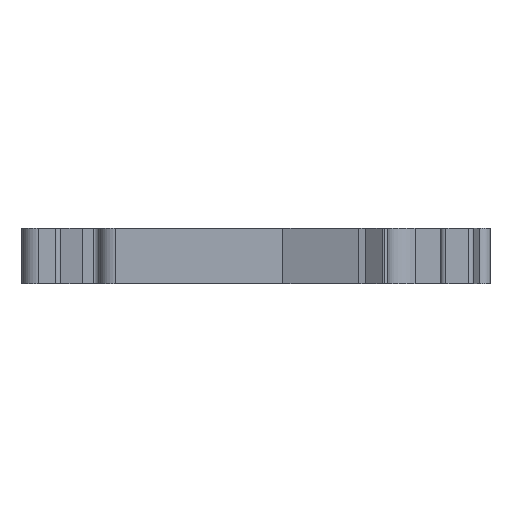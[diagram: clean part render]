
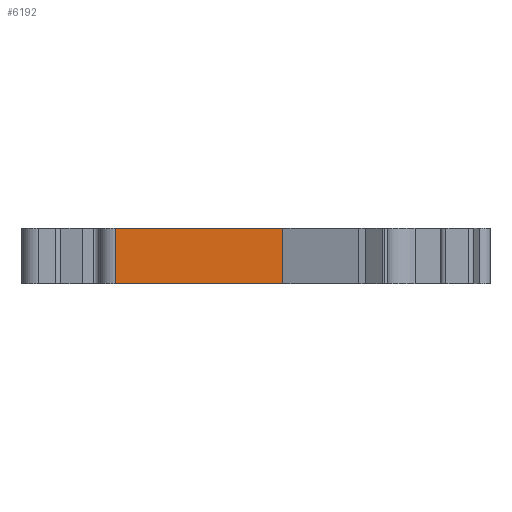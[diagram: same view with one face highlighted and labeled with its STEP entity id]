
A CAD part, front view. The second image highlights one B-rep face of the part: STEP entity #6192.
In plain terms, the highlighted planar face has unit normal (0, -1, 0).
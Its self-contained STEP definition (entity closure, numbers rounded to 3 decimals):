
#283=DIRECTION('',(-1.,0.,0.));
#284=VECTOR('',#283,15.196);
#285=CARTESIAN_POINT('',(2.196,1.1,0.));
#286=LINE('',#285,#284);
#1506=DIRECTION('',(1.,0.,0.));
#1507=VECTOR('',#1506,15.196);
#1508=CARTESIAN_POINT('',(-13.,1.1,-5.));
#1509=LINE('',#1508,#1507);
#2532=DIRECTION('',(0.,0.,-1.));
#2533=VECTOR('',#2532,5.);
#2534=CARTESIAN_POINT('',(-13.,1.1,0.));
#2535=LINE('',#2534,#2533);
#2546=DIRECTION('',(0.,0.,1.));
#2547=VECTOR('',#2546,5.);
#2548=CARTESIAN_POINT('',(2.196,1.1,-5.));
#2549=LINE('',#2548,#2547);
#3252=CARTESIAN_POINT('',(2.196,1.1,0.));
#3253=VERTEX_POINT('',#3252);
#3254=CARTESIAN_POINT('',(-13.,1.1,0.));
#3255=VERTEX_POINT('',#3254);
#3632=CARTESIAN_POINT('',(-13.,1.1,-5.));
#3633=VERTEX_POINT('',#3632);
#3634=CARTESIAN_POINT('',(2.196,1.1,-5.));
#3635=VERTEX_POINT('',#3634);
#6180=CARTESIAN_POINT('',(2.5,1.1,-5.));
#6181=DIRECTION('',(0.,-1.,0.));
#6182=DIRECTION('',(1.,0.,0.));
#6183=AXIS2_PLACEMENT_3D('',#6180,#6181,#6182);
#6184=PLANE('',#6183);
#6186=ORIENTED_EDGE('',*,*,#6185,.F.);
#6187=ORIENTED_EDGE('',*,*,#4541,.F.);
#6188=ORIENTED_EDGE('',*,*,#6167,.F.);
#6189=ORIENTED_EDGE('',*,*,#3823,.F.);
#6190=EDGE_LOOP('',(#6186,#6187,#6188,#6189));
#6191=FACE_OUTER_BOUND('',#6190,.F.);
#3823=EDGE_CURVE('',#3253,#3255,#286,.T.);
#4541=EDGE_CURVE('',#3633,#3635,#1509,.T.);
#6167=EDGE_CURVE('',#3255,#3633,#2535,.T.);
#6185=EDGE_CURVE('',#3635,#3253,#2549,.T.);
#6192=ADVANCED_FACE('',(#6191),#6184,.T.);
